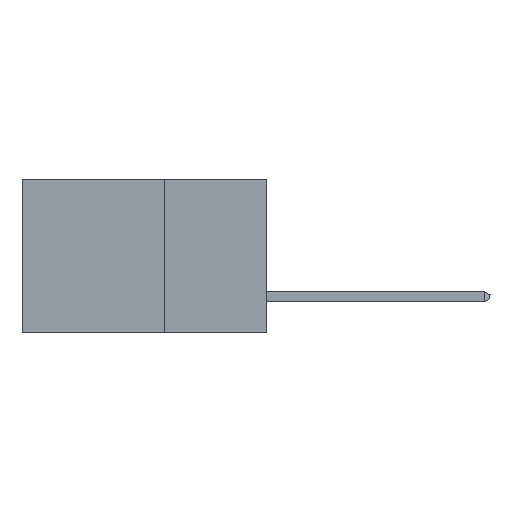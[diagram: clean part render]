
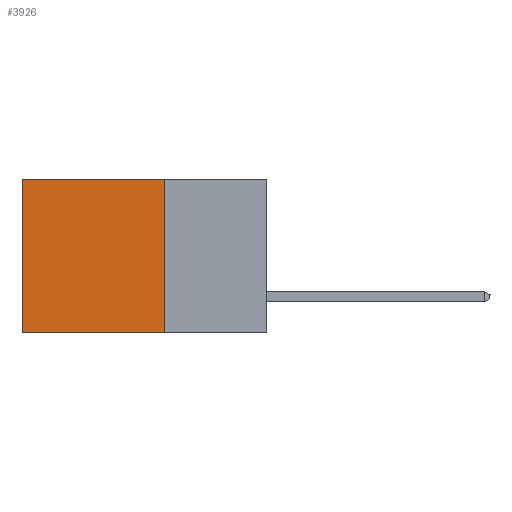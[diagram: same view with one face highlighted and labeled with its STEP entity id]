
A CAD part, left-side view. The second image highlights one B-rep face of the part: STEP entity #3926.
In plain terms, the highlighted planar face has unit normal (-1, 0, 0).
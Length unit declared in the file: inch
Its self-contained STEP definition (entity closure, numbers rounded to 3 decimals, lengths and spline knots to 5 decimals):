
#41 = CARTESIAN_POINT ( 'NONE',  ( 0.2875, 0.25, 0. ) ) ;
#216 = EDGE_LOOP ( 'NONE', ( #5187, #357, #6076, #2540 ) ) ;
#256 = VERTEX_POINT ( 'NONE', #3221 ) ;
#357 = ORIENTED_EDGE ( 'NONE', *, *, #4104, .F. ) ;
#443 = CARTESIAN_POINT ( 'NONE',  ( 0.2875, 0.25, -0.375 ) ) ;
#563 = EDGE_CURVE ( 'NONE', #2865, #981, #3730, .T. ) ;
#725 = LINE ( 'NONE', #443, #3129 ) ;
#803 = VERTEX_POINT ( 'NONE', #41 ) ;
#981 = VERTEX_POINT ( 'NONE', #1457 ) ;
#1096 = LINE ( 'NONE', #2690, #1195 ) ;
#1195 = VECTOR ( 'NONE', #5909, 39.37008 ) ;
#1423 = VECTOR ( 'NONE', #6197, 39.37008 ) ;
#1457 = CARTESIAN_POINT ( 'NONE',  ( 0.2875, 0.6, -0.375 ) ) ;
#1550 = LINE ( 'NONE', #2304, #5374 ) ;
#1856 = FACE_OUTER_BOUND ( 'NONE', #216, .T. ) ;
#2226 = DIRECTION ( 'NONE',  ( 0., 1., 0. ) ) ;
#2304 = CARTESIAN_POINT ( 'NONE',  ( 0.2875, 0.25, -0.375 ) ) ;
#2540 = ORIENTED_EDGE ( 'NONE', *, *, #7423, .T. ) ;
#2690 = CARTESIAN_POINT ( 'NONE',  ( 0.2875, 0.25, 0. ) ) ;
#2865 = VERTEX_POINT ( 'NONE', #7332 ) ;
#3012 = DIRECTION ( 'NONE',  ( 0., 0., -1. ) ) ;
#3129 = VECTOR ( 'NONE', #6906, 39.37008 ) ;
#3221 = CARTESIAN_POINT ( 'NONE',  ( 0.2875, 0.25, -0.375 ) ) ;
#3694 = PLANE ( 'NONE',  #8175 ) ;
#3730 = LINE ( 'NONE', #5502, #1423 ) ;
#3782 = CARTESIAN_POINT ( 'NONE',  ( 0.2875, 0.25, -0.375 ) ) ;
#3926 = ADVANCED_FACE ( 'NONE', ( #1856 ), #3694, .F. ) ;
#4104 = EDGE_CURVE ( 'NONE', #256, #981, #1550, .T. ) ;
#4408 = DIRECTION ( 'NONE',  ( 1., 0., 0. ) ) ;
#5187 = ORIENTED_EDGE ( 'NONE', *, *, #563, .T. ) ;
#5342 = EDGE_CURVE ( 'NONE', #803, #256, #725, .T. ) ;
#5374 = VECTOR ( 'NONE', #2226, 39.37008 ) ;
#5502 = CARTESIAN_POINT ( 'NONE',  ( 0.2875, 0.6, -0.375 ) ) ;
#5909 = DIRECTION ( 'NONE',  ( 0., 1., 0. ) ) ;
#6076 = ORIENTED_EDGE ( 'NONE', *, *, #5342, .F. ) ;
#6197 = DIRECTION ( 'NONE',  ( 0., 0., -1. ) ) ;
#6906 = DIRECTION ( 'NONE',  ( 0., 0., -1. ) ) ;
#7332 = CARTESIAN_POINT ( 'NONE',  ( 0.2875, 0.6, 0. ) ) ;
#7423 = EDGE_CURVE ( 'NONE', #803, #2865, #1096, .T. ) ;
#8175 = AXIS2_PLACEMENT_3D ( 'NONE', #3782, #4408, #3012 ) ;
